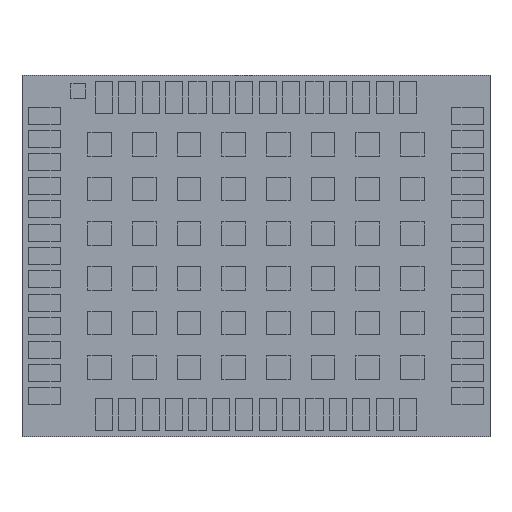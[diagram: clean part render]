
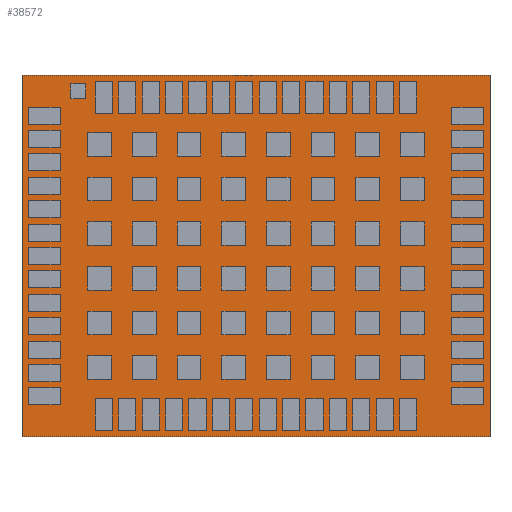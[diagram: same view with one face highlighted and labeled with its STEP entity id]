
A CAD part, front view. The second image highlights one B-rep face of the part: STEP entity #38572.
In plain terms, the highlighted planar face has unit normal (0, -1, 0).
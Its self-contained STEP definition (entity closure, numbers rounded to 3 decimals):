
#85 = DIRECTION ( 'NONE',  ( -1., 0., 0. ) ) ;
#505 = CARTESIAN_POINT ( 'NONE',  ( 22., 0., -17. ) ) ;
#2505 = LINE ( 'NONE', #31658, #44333 ) ;
#4727 = VERTEX_POINT ( 'NONE', #505 ) ;
#6160 = ORIENTED_EDGE ( 'NONE', *, *, #25101, .T. ) ;
#6304 = PLANE ( 'NONE',  #11914 ) ;
#6645 = EDGE_CURVE ( 'NONE', #19219, #36219, #2505, .T. ) ;
#8286 = VERTEX_POINT ( 'NONE', #10688 ) ;
#10421 = CARTESIAN_POINT ( 'NONE',  ( 0., 0., -17. ) ) ;
#10659 = LINE ( 'NONE', #22840, #32119 ) ;
#10688 = CARTESIAN_POINT ( 'NONE',  ( 0., 0., -17. ) ) ;
#11914 = AXIS2_PLACEMENT_3D ( 'NONE', #20709, #31264, #34890 ) ;
#12391 = ORIENTED_EDGE ( 'NONE', *, *, #23931, .T. ) ;
#12887 = DIRECTION ( 'NONE',  ( 0., 0., -1. ) ) ;
#13251 = EDGE_LOOP ( 'NONE', ( #6160, #12391, #15916, #44669 ) ) ;
#15916 = ORIENTED_EDGE ( 'NONE', *, *, #38909, .T. ) ;
#17933 = LINE ( 'NONE', #10421, #32736 ) ;
#19219 = VERTEX_POINT ( 'NONE', #20331 ) ;
#20331 = CARTESIAN_POINT ( 'NONE',  ( 22., 0., 0. ) ) ;
#20709 = CARTESIAN_POINT ( 'NONE',  ( 0., 0., 0. ) ) ;
#22840 = CARTESIAN_POINT ( 'NONE',  ( 22., 0., 0. ) ) ;
#23931 = EDGE_CURVE ( 'NONE', #8286, #4727, #17933, .T. ) ;
#24058 = VECTOR ( 'NONE', #12887, 1000. ) ;
#24160 = DIRECTION ( 'NONE',  ( 1., 0., 0. ) ) ;
#24904 = CARTESIAN_POINT ( 'NONE',  ( 0., 0., 0. ) ) ;
#25101 = EDGE_CURVE ( 'NONE', #36219, #8286, #27384, .T. ) ;
#27384 = LINE ( 'NONE', #29846, #24058 ) ;
#29846 = CARTESIAN_POINT ( 'NONE',  ( 0., 0., 0. ) ) ;
#29909 = DIRECTION ( 'NONE',  ( 0., 0., 1. ) ) ;
#31264 = DIRECTION ( 'NONE',  ( 0., -1., 0. ) ) ;
#31658 = CARTESIAN_POINT ( 'NONE',  ( 0., 0., 0. ) ) ;
#32119 = VECTOR ( 'NONE', #29909, 1000. ) ;
#32736 = VECTOR ( 'NONE', #24160, 1000. ) ;
#34890 = DIRECTION ( 'NONE',  ( 0., 0., -1. ) ) ;
#36219 = VERTEX_POINT ( 'NONE', #24904 ) ;
#37649 = FACE_OUTER_BOUND ( 'NONE', #13251, .T. ) ;
#38572 = ADVANCED_FACE ( 'N', ( #37649 ), #6304, .T. ) ;
#38909 = EDGE_CURVE ( 'NONE', #4727, #19219, #10659, .T. ) ;
#44333 = VECTOR ( 'NONE', #85, 1000. ) ;
#44669 = ORIENTED_EDGE ( 'NONE', *, *, #6645, .T. ) ;
